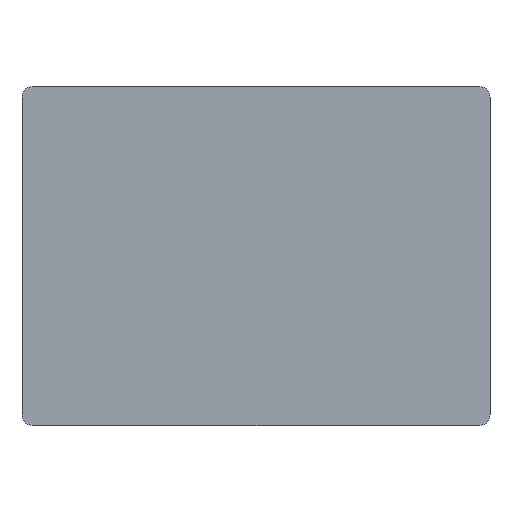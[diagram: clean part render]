
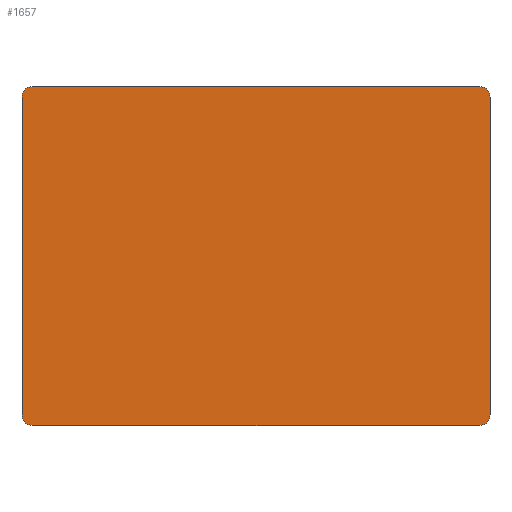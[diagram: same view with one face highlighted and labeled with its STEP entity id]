
A CAD part, front view. The second image highlights one B-rep face of the part: STEP entity #1657.
In plain terms, the highlighted planar face has unit normal (0, -1, 0).
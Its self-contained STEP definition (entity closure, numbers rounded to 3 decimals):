
#1 = ORIENTED_EDGE ( 'NONE', *, *, #1308, .T. ) ;
#70 = LINE ( 'NONE', #533, #1587 ) ;
#80 = DIRECTION ( 'NONE',  ( 0., -1., 0. ) ) ;
#149 = VERTEX_POINT ( 'NONE', #435 ) ;
#168 = LINE ( 'NONE', #1425, #1704 ) ;
#184 = LINE ( 'NONE', #565, #1463 ) ;
#221 = PLANE ( 'NONE',  #1025 ) ;
#235 = DIRECTION ( 'NONE',  ( 0., 0., -1. ) ) ;
#244 = ORIENTED_EDGE ( 'NONE', *, *, #603, .T. ) ;
#298 = CARTESIAN_POINT ( 'NONE',  ( -10.4, -2.912, 7.4 ) ) ;
#350 = CIRCLE ( 'NONE', #1222, 0.5 ) ;
#351 = CARTESIAN_POINT ( 'NONE',  ( 10.9, -2.912, 7.4 ) ) ;
#362 = DIRECTION ( 'NONE',  ( 0., 0., -1. ) ) ;
#373 = DIRECTION ( 'NONE',  ( 0., 0., -1. ) ) ;
#435 = CARTESIAN_POINT ( 'NONE',  ( -10.9, -2.912, -7.4 ) ) ;
#451 = DIRECTION ( 'NONE',  ( 0., -1., 0. ) ) ;
#508 = DIRECTION ( 'NONE',  ( 0., -1., 0. ) ) ;
#520 = ORIENTED_EDGE ( 'NONE', *, *, #957, .F. ) ;
#533 = CARTESIAN_POINT ( 'NONE',  ( -10.9, -2.912, -7.9 ) ) ;
#559 = CIRCLE ( 'NONE', #737, 0.5 ) ;
#565 = CARTESIAN_POINT ( 'NONE',  ( -10.9, -2.912, 7.9 ) ) ;
#571 = ORIENTED_EDGE ( 'NONE', *, *, #1830, .F. ) ;
#603 = EDGE_CURVE ( 'NONE', #1783, #1578, #168, .T. ) ;
#628 = CARTESIAN_POINT ( 'NONE',  ( -10.4, -2.912, -7.9 ) ) ;
#672 = DIRECTION ( 'NONE',  ( 0., -1., 0. ) ) ;
#737 = AXIS2_PLACEMENT_3D ( 'NONE', #1414, #1395, #373 ) ;
#757 = VERTEX_POINT ( 'NONE', #628 ) ;
#810 = EDGE_CURVE ( 'NONE', #1578, #879, #1350, .T. ) ;
#846 = EDGE_CURVE ( 'NONE', #1690, #1783, #559, .T. ) ;
#879 = VERTEX_POINT ( 'NONE', #1928 ) ;
#957 = EDGE_CURVE ( 'NONE', #149, #1894, #70, .T. ) ;
#985 = CARTESIAN_POINT ( 'NONE',  ( -10.9, -2.912, -7.9 ) ) ;
#988 = DIRECTION ( 'NONE',  ( 0., 0., 1. ) ) ;
#998 = VERTEX_POINT ( 'NONE', #1150 ) ;
#1019 = ORIENTED_EDGE ( 'NONE', *, *, #1714, .T. ) ;
#1025 = AXIS2_PLACEMENT_3D ( 'NONE', #1869, #80, #235 ) ;
#1103 = AXIS2_PLACEMENT_3D ( 'NONE', #1847, #508, #362 ) ;
#1130 = CARTESIAN_POINT ( 'NONE',  ( -10.4, -2.912, -7.4 ) ) ;
#1136 = DIRECTION ( 'NONE',  ( 1., 0., 0. ) ) ;
#1150 = CARTESIAN_POINT ( 'NONE',  ( -10.4, -2.912, 7.9 ) ) ;
#1186 = FACE_OUTER_BOUND ( 'NONE', #1733, .T. ) ;
#1222 = AXIS2_PLACEMENT_3D ( 'NONE', #1130, #672, #1857 ) ;
#1238 = CIRCLE ( 'NONE', #1732, 0.5 ) ;
#1273 = ORIENTED_EDGE ( 'NONE', *, *, #1622, .T. ) ;
#1280 = VECTOR ( 'NONE', #1136, 1000. ) ;
#1288 = ORIENTED_EDGE ( 'NONE', *, *, #810, .T. ) ;
#1295 = CARTESIAN_POINT ( 'NONE',  ( 10.9, -2.912, -7.4 ) ) ;
#1308 = EDGE_CURVE ( 'NONE', #998, #1894, #1238, .T. ) ;
#1336 = DIRECTION ( 'NONE',  ( 0., 0., -1. ) ) ;
#1350 = CIRCLE ( 'NONE', #1103, 0.5 ) ;
#1372 = LINE ( 'NONE', #985, #1280 ) ;
#1395 = DIRECTION ( 'NONE',  ( 0., -1., 0. ) ) ;
#1412 = DIRECTION ( 'NONE',  ( 0., 0., 1. ) ) ;
#1414 = CARTESIAN_POINT ( 'NONE',  ( 10.4, -2.912, -7.4 ) ) ;
#1425 = CARTESIAN_POINT ( 'NONE',  ( 10.9, -2.912, -7.9 ) ) ;
#1463 = VECTOR ( 'NONE', #1600, 1000. ) ;
#1575 = ORIENTED_EDGE ( 'NONE', *, *, #846, .T. ) ;
#1578 = VERTEX_POINT ( 'NONE', #351 ) ;
#1587 = VECTOR ( 'NONE', #988, 1000. ) ;
#1600 = DIRECTION ( 'NONE',  ( 1., 0., 0. ) ) ;
#1622 = EDGE_CURVE ( 'NONE', #149, #757, #350, .T. ) ;
#1657 = ADVANCED_FACE ( 'NONE', ( #1186 ), #221, .T. ) ;
#1690 = VERTEX_POINT ( 'NONE', #1717 ) ;
#1704 = VECTOR ( 'NONE', #1412, 1000. ) ;
#1714 = EDGE_CURVE ( 'NONE', #757, #1690, #1372, .T. ) ;
#1717 = CARTESIAN_POINT ( 'NONE',  ( 10.4, -2.912, -7.9 ) ) ;
#1732 = AXIS2_PLACEMENT_3D ( 'NONE', #298, #451, #1336 ) ;
#1733 = EDGE_LOOP ( 'NONE', ( #520, #1273, #1019, #1575, #244, #1288, #571, #1 ) ) ;
#1783 = VERTEX_POINT ( 'NONE', #1295 ) ;
#1830 = EDGE_CURVE ( 'NONE', #998, #879, #184, .T. ) ;
#1847 = CARTESIAN_POINT ( 'NONE',  ( 10.4, -2.912, 7.4 ) ) ;
#1857 = DIRECTION ( 'NONE',  ( 0., 0., -1. ) ) ;
#1869 = CARTESIAN_POINT ( 'NONE',  ( -10.9, -2.912, -7.9 ) ) ;
#1894 = VERTEX_POINT ( 'NONE', #1896 ) ;
#1896 = CARTESIAN_POINT ( 'NONE',  ( -10.9, -2.912, 7.4 ) ) ;
#1928 = CARTESIAN_POINT ( 'NONE',  ( 10.4, -2.912, 7.9 ) ) ;
